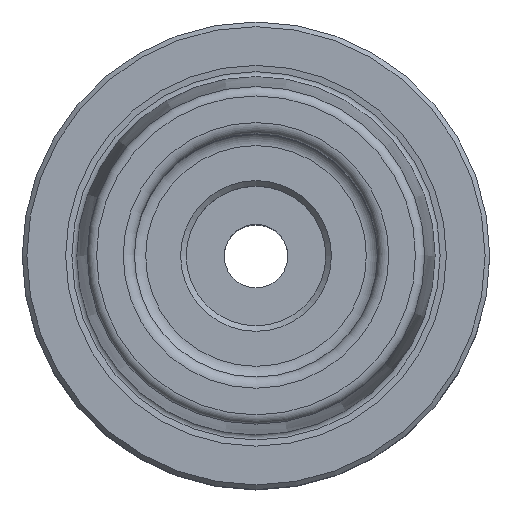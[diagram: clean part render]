
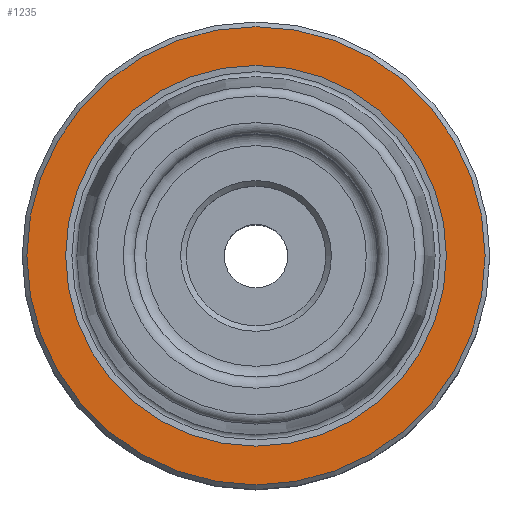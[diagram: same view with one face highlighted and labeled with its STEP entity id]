
A CAD part, top view. The second image highlights one B-rep face of the part: STEP entity #1235.
In plain terms, the highlighted planar face has unit normal (0, 0, 1).
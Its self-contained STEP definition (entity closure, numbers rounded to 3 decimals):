
#125=ORIENTED_EDGE('',*,*,#247,.T.);
#126=ORIENTED_EDGE('',*,*,#246,.F.);
#246=EDGE_CURVE('',#316,#316,#386,.T.);
#247=EDGE_CURVE('',#317,#317,#387,.T.);
#316=VERTEX_POINT('',#1788);
#317=VERTEX_POINT('',#1791);
#386=CIRCLE('',#1337,20.358);
#387=CIRCLE('',#1339,24.5);
#475=EDGE_LOOP('',(#125));
#476=EDGE_LOOP('',(#126));
#615=FACE_BOUND('',#475,.T.);
#616=FACE_BOUND('',#476,.T.);
#714=PLANE('',#1338);
#1235=ADVANCED_FACE('',(#615,#616),#714,.T.);
#1337=AXIS2_PLACEMENT_3D('',#1787,#1529,#1530);
#1338=AXIS2_PLACEMENT_3D('',#1789,#1531,#1532);
#1339=AXIS2_PLACEMENT_3D('',#1790,#1533,#1534);
#1529=DIRECTION('',(0.,0.,1.));
#1530=DIRECTION('',(1.,0.,0.));
#1531=DIRECTION('',(0.,0.,1.));
#1532=DIRECTION('',(1.,0.,0.));
#1533=DIRECTION('',(0.,0.,1.));
#1534=DIRECTION('',(1.,0.,0.));
#1787=CARTESIAN_POINT('',(0.,0.,0.));
#1788=CARTESIAN_POINT('',(20.358,0.,0.));
#1789=CARTESIAN_POINT('',(20.358,0.,0.));
#1790=CARTESIAN_POINT('',(0.,0.,0.));
#1791=CARTESIAN_POINT('',(24.5,0.,0.));
